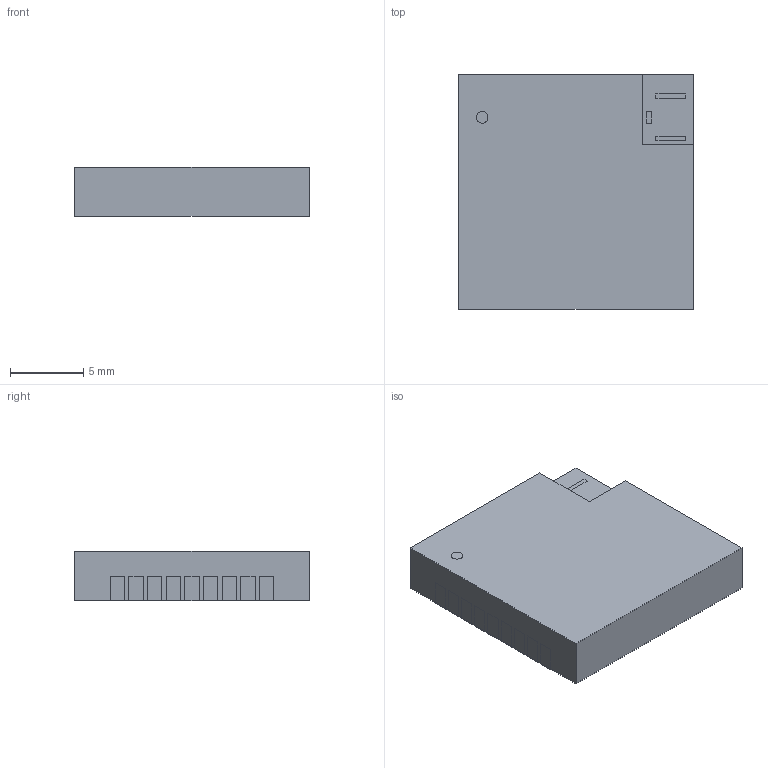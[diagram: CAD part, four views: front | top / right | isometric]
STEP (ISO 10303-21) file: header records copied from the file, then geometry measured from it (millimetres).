
FILE_DESCRIPTION (( 'STEP AP214' ), '1' );
FILE_NAME ('MOD18_RA-08H_AIT.step', '2023-12-09T00:07:17', ( '' ), ( '' ), 'SwSTEP 2.0', 'SolidWorks 2019', '' );
FILE_SCHEMA (( 'AUTOMOTIVE_DESIGN' ));
Length unit declared in the file: millimetre
Products named in the file (1): MOD18_RA-08H_AIT
Bounding box: 16 x 16 x 3.41 mm (x, y, z)
Volume: 837 mm3; surface area: 837.1 mm2
Topology: 20 solids, 20 shells, 154 faces, 333 edges, 222 vertices
Faces by surface type: plane 152, cylinder 2
Entity records: 4741 total; most frequent: CARTESIAN_POINT 1520, ORIENTED_EDGE 666, DIRECTION 377, EDGE_CURVE 333, B_SPLINE_CURVE_WITH_KNOTS 270, VERTEX_POINT 222, AXIS2_PLACEMENT_3D 159, EDGE_LOOP 157
